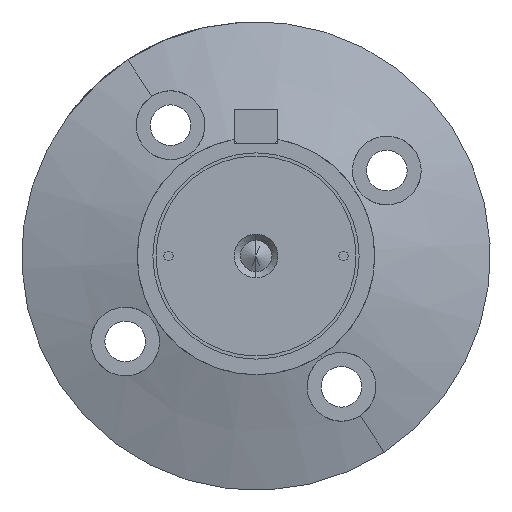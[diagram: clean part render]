
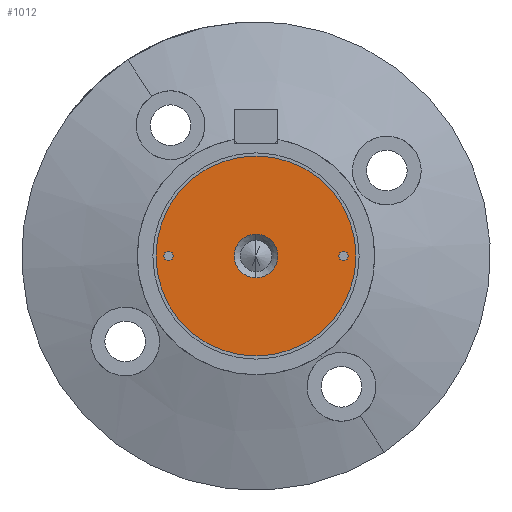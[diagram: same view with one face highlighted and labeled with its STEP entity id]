
A CAD part, front view. The second image highlights one B-rep face of the part: STEP entity #1012.
In plain terms, the highlighted planar face has unit normal (0, -1, 0).
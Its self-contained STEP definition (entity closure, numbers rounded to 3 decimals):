
#178 = FACE_BOUND ( 'NONE', #4466, .T. ) ;
#337 = CIRCLE ( 'NONE', #2330, 0.75 ) ;
#348 = CARTESIAN_POINT ( 'NONE',  ( -81.771, -338.217, 481.636 ) ) ;
#405 = ORIENTED_EDGE ( 'NONE', *, *, #507, .T. ) ;
#409 = CARTESIAN_POINT ( 'NONE',  ( -67.771, -338.217, 464.886 ) ) ;
#447 = DIRECTION ( 'NONE',  ( 0., 0., 1. ) ) ;
#462 = DIRECTION ( 'NONE',  ( 0., 0., 1. ) ) ;
#507 = EDGE_CURVE ( 'NONE', #1081, #4644, #2381, .T. ) ;
#531 = FACE_OUTER_BOUND ( 'NONE', #6258, .T. ) ;
#535 = VERTEX_POINT ( 'NONE', #348 ) ;
#670 = CARTESIAN_POINT ( 'NONE',  ( -95.771, -338.217, 465.636 ) ) ;
#864 = CARTESIAN_POINT ( 'NONE',  ( -81.771, -338.217, 465.636 ) ) ;
#935 = CIRCLE ( 'NONE', #2380, 16. ) ;
#1011 = EDGE_LOOP ( 'NONE', ( #3191, #405 ) ) ;
#1012 = ADVANCED_FACE ( 'NONE', ( #178, #531, #1855, #1311 ), #4365, .F. ) ;
#1081 = VERTEX_POINT ( 'NONE', #409 ) ;
#1214 = AXIS2_PLACEMENT_3D ( 'NONE', #4116, #1867, #4189 ) ;
#1311 = FACE_BOUND ( 'NONE', #1011, .T. ) ;
#1428 = VERTEX_POINT ( 'NONE', #3726 ) ;
#1438 = ORIENTED_EDGE ( 'NONE', *, *, #2982, .T. ) ;
#1442 = DIRECTION ( 'NONE',  ( 0., -1., 0. ) ) ;
#1460 = CIRCLE ( 'NONE', #1214, 3.5 ) ;
#1461 = CARTESIAN_POINT ( 'NONE',  ( -67.771, -338.217, 465.636 ) ) ;
#1474 = DIRECTION ( 'NONE',  ( 0., -1., 0. ) ) ;
#1490 = CARTESIAN_POINT ( 'NONE',  ( -81.771, -338.217, 465.636 ) ) ;
#1499 = CARTESIAN_POINT ( 'NONE',  ( -95.771, -338.217, 464.886 ) ) ;
#1524 = DIRECTION ( 'NONE',  ( 0., 1., 0. ) ) ;
#1725 = AXIS2_PLACEMENT_3D ( 'NONE', #1490, #2642, #4886 ) ;
#1855 = FACE_BOUND ( 'NONE', #2958, .T. ) ;
#1867 = DIRECTION ( 'NONE',  ( 0., 1., 0. ) ) ;
#1888 = CIRCLE ( 'NONE', #4157, 3.5 ) ;
#2025 = DIRECTION ( 'NONE',  ( 0., 0., 1. ) ) ;
#2049 = EDGE_CURVE ( 'NONE', #4644, #1081, #337, .T. ) ;
#2248 = AXIS2_PLACEMENT_3D ( 'NONE', #4446, #4501, #2755 ) ;
#2290 = ORIENTED_EDGE ( 'NONE', *, *, #4024, .T. ) ;
#2330 = AXIS2_PLACEMENT_3D ( 'NONE', #3848, #1524, #462 ) ;
#2380 = AXIS2_PLACEMENT_3D ( 'NONE', #3670, #1442, #4234 ) ;
#2381 = CIRCLE ( 'NONE', #5589, 0.75 ) ;
#2642 = DIRECTION ( 'NONE',  ( 0., 1., 0. ) ) ;
#2742 = CARTESIAN_POINT ( 'NONE',  ( -81.771, -338.217, 465.636 ) ) ;
#2755 = DIRECTION ( 'NONE',  ( 0., 0., 1. ) ) ;
#2958 = EDGE_LOOP ( 'NONE', ( #4096, #6656 ) ) ;
#2973 = VERTEX_POINT ( 'NONE', #1499 ) ;
#2982 = EDGE_CURVE ( 'NONE', #535, #3835, #3880, .T. ) ;
#3191 = ORIENTED_EDGE ( 'NONE', *, *, #2049, .T. ) ;
#3547 = CIRCLE ( 'NONE', #6812, 0.75 ) ;
#3559 = CARTESIAN_POINT ( 'NONE',  ( -81.771, -338.217, 449.636 ) ) ;
#3633 = EDGE_CURVE ( 'NONE', #4788, #2973, #7330, .T. ) ;
#3670 = CARTESIAN_POINT ( 'NONE',  ( -81.771, -338.217, 465.636 ) ) ;
#3726 = CARTESIAN_POINT ( 'NONE',  ( -81.771, -338.217, 469.136 ) ) ;
#3835 = VERTEX_POINT ( 'NONE', #3559 ) ;
#3848 = CARTESIAN_POINT ( 'NONE',  ( -67.771, -338.217, 465.636 ) ) ;
#3880 = CIRCLE ( 'NONE', #5445, 16. ) ;
#4024 = EDGE_CURVE ( 'NONE', #3835, #535, #935, .T. ) ;
#4096 = ORIENTED_EDGE ( 'NONE', *, *, #3633, .T. ) ;
#4116 = CARTESIAN_POINT ( 'NONE',  ( -81.771, -338.217, 465.636 ) ) ;
#4157 = AXIS2_PLACEMENT_3D ( 'NONE', #2742, #7254, #447 ) ;
#4189 = DIRECTION ( 'NONE',  ( 0., 0., 1. ) ) ;
#4234 = DIRECTION ( 'NONE',  ( 0., 0., 1. ) ) ;
#4365 = PLANE ( 'NONE',  #1725 ) ;
#4446 = CARTESIAN_POINT ( 'NONE',  ( -95.771, -338.217, 465.636 ) ) ;
#4466 = EDGE_LOOP ( 'NONE', ( #5343, #6054 ) ) ;
#4501 = DIRECTION ( 'NONE',  ( 0., 1., 0. ) ) ;
#4617 = EDGE_CURVE ( 'NONE', #1428, #6127, #1460, .T. ) ;
#4634 = DIRECTION ( 'NONE',  ( 0., 0., 1. ) ) ;
#4644 = VERTEX_POINT ( 'NONE', #7042 ) ;
#4788 = VERTEX_POINT ( 'NONE', #5735 ) ;
#4886 = DIRECTION ( 'NONE',  ( 0., 0., 1. ) ) ;
#4891 = CARTESIAN_POINT ( 'NONE',  ( -81.771, -338.217, 462.136 ) ) ;
#5343 = ORIENTED_EDGE ( 'NONE', *, *, #5595, .T. ) ;
#5408 = DIRECTION ( 'NONE',  ( 0., 1., 0. ) ) ;
#5445 = AXIS2_PLACEMENT_3D ( 'NONE', #864, #1474, #6565 ) ;
#5589 = AXIS2_PLACEMENT_3D ( 'NONE', #1461, #5408, #2025 ) ;
#5595 = EDGE_CURVE ( 'NONE', #6127, #1428, #1888, .T. ) ;
#5735 = CARTESIAN_POINT ( 'NONE',  ( -95.771, -338.217, 466.386 ) ) ;
#6054 = ORIENTED_EDGE ( 'NONE', *, *, #4617, .T. ) ;
#6127 = VERTEX_POINT ( 'NONE', #4891 ) ;
#6258 = EDGE_LOOP ( 'NONE', ( #1438, #2290 ) ) ;
#6398 = EDGE_CURVE ( 'NONE', #2973, #4788, #3547, .T. ) ;
#6565 = DIRECTION ( 'NONE',  ( 0., 0., 1. ) ) ;
#6656 = ORIENTED_EDGE ( 'NONE', *, *, #6398, .T. ) ;
#6812 = AXIS2_PLACEMENT_3D ( 'NONE', #670, #6899, #4634 ) ;
#6899 = DIRECTION ( 'NONE',  ( 0., 1., 0. ) ) ;
#7042 = CARTESIAN_POINT ( 'NONE',  ( -67.771, -338.217, 466.386 ) ) ;
#7254 = DIRECTION ( 'NONE',  ( 0., 1., 0. ) ) ;
#7330 = CIRCLE ( 'NONE', #2248, 0.75 ) ;
